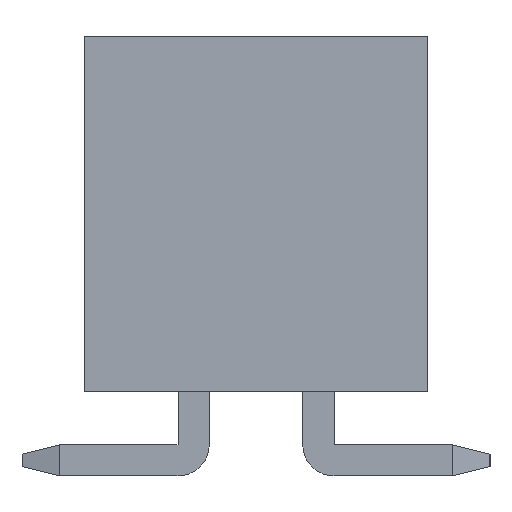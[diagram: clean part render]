
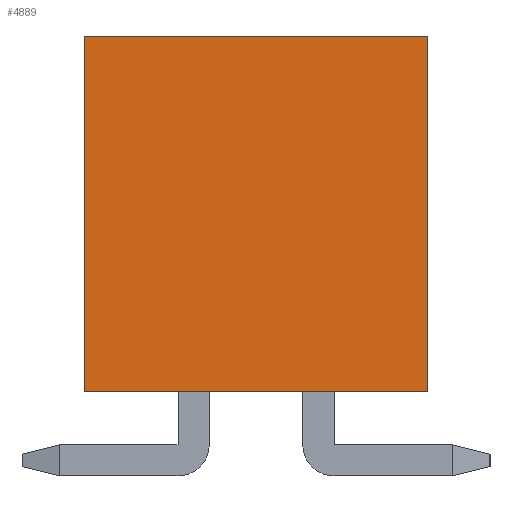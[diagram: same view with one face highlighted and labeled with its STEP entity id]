
A CAD part, left-side view. The second image highlights one B-rep face of the part: STEP entity #4889.
In plain terms, the highlighted planar face has unit normal (-1, 0, 0).
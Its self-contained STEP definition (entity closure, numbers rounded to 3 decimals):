
#93=FACE_OUTER_BOUND($,#388,.T.);
#388=EDGE_LOOP($,(#3384,#3385,#3386,#3387));
#687=LINE($,#6827,#1373);
#784=LINE($,#7020,#1470);
#813=LINE($,#7069,#1499);
#820=LINE($,#7082,#1506);
#1373=VECTOR($,#5510,5.5);
#1470=VECTOR($,#5629,5.7);
#1499=VECTOR($,#5660,5.7);
#1506=VECTOR($,#5673,5.5);
#2059=VERTEX_POINT($,#6824);
#2060=VERTEX_POINT($,#6826);
#2145=VERTEX_POINT($,#7018);
#2164=VERTEX_POINT($,#7068);
#2503=EDGE_CURVE($,#2059,#2060,#687,.T.);
#2600=EDGE_CURVE($,#2059,#2145,#784,.T.);
#2629=EDGE_CURVE($,#2060,#2164,#813,.T.);
#2636=EDGE_CURVE($,#2145,#2164,#820,.T.);
#3384=ORIENTED_EDGE($,*,*,#2629,.F.);
#3385=ORIENTED_EDGE($,*,*,#2503,.F.);
#3386=ORIENTED_EDGE($,*,*,#2600,.T.);
#3387=ORIENTED_EDGE($,*,*,#2636,.T.);
#4615=PLANE($,#5196);
#4889=ADVANCED_FACE($,(#93),#4615,.T.);
#5196=AXIS2_PLACEMENT_3D($,#7081,#5671,#5672);
#5510=DIRECTION($,(0.,1.,0.));
#5629=DIRECTION($,(0.,0.,1.));
#5660=DIRECTION($,(0.,0.,1.));
#5671=DIRECTION('center_axis',(-1.,0.,0.));
#5672=DIRECTION('ref_axis',(0.,0.,1.));
#5673=DIRECTION($,(0.,1.,0.));
#6824=CARTESIAN_POINT('',(-8.625,-2.75,1.35));
#6826=CARTESIAN_POINT('',(-8.625,2.75,1.35));
#6827=CARTESIAN_POINT($,(-8.625,-2.75,1.35));
#7018=CARTESIAN_POINT('',(-8.625,-2.75,7.05));
#7020=CARTESIAN_POINT($,(-8.625,-2.75,1.35));
#7068=CARTESIAN_POINT('',(-8.625,2.75,7.05));
#7069=CARTESIAN_POINT($,(-8.625,2.75,1.35));
#7081=CARTESIAN_POINT('Origin',(-8.625,-2.75,1.35));
#7082=CARTESIAN_POINT($,(-8.625,-2.75,7.05));
